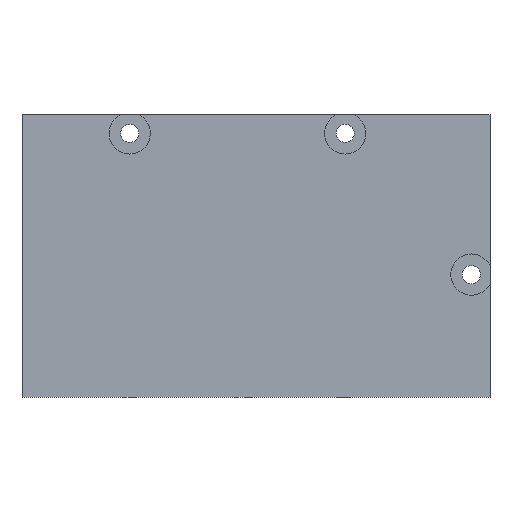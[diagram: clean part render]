
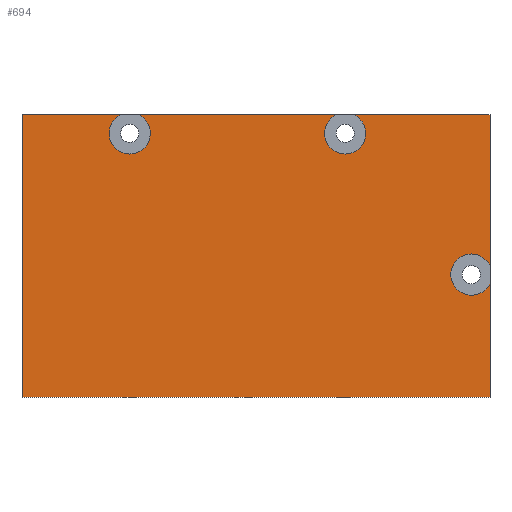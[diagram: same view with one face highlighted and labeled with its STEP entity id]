
A CAD part, front view. The second image highlights one B-rep face of the part: STEP entity #694.
In plain terms, the highlighted planar face has unit normal (0, -1, 0).
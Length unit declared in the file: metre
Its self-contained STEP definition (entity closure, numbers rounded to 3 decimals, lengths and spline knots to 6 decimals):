
#12 = CARTESIAN_POINT ( 'NONE',  ( -0.017, 0., 0.0165 ) ) ;
#20 = DIRECTION ( 'NONE',  ( 0., -1., 0. ) ) ;
#22 = EDGE_CURVE ( 'NONE', #676, #299, #1007, .T. ) ;
#25 = DIRECTION ( 'NONE',  ( 0., 0., -1. ) ) ;
#28 = CIRCLE ( 'NONE', #622, 0.002779 ) ;
#34 = DIRECTION ( 'NONE',  ( 1., 0., 0. ) ) ;
#48 = AXIS2_PLACEMENT_3D ( 'NONE', #137, #545, #287 ) ;
#57 = DIRECTION ( 'NONE',  ( 0., 0., -1. ) ) ;
#70 = DIRECTION ( 'NONE',  ( 0., 0., -1. ) ) ;
#87 = EDGE_CURVE ( 'NONE', #262, #676, #636, .T. ) ;
#91 = CARTESIAN_POINT ( 'NONE',  ( 0.0315, 0., 0.019 ) ) ;
#101 = CARTESIAN_POINT ( 'NONE',  ( 0.012, 0., 0.0165 ) ) ;
#112 = CARTESIAN_POINT ( 'NONE',  ( 0.029, 0., -0.0025 ) ) ;
#137 = CARTESIAN_POINT ( 'NONE',  ( 0.012, 0., 0.0165 ) ) ;
#147 = CARTESIAN_POINT ( 'NONE',  ( 0.0315, 0., -0.019 ) ) ;
#153 = CARTESIAN_POINT ( 'NONE',  ( 0.0315, 0., -0.003713 ) ) ;
#158 = VERTEX_POINT ( 'NONE', #384 ) ;
#161 = DIRECTION ( 'NONE',  ( 0., 0., 1. ) ) ;
#165 = VECTOR ( 'NONE', #846, 1. ) ;
#168 = EDGE_CURVE ( 'NONE', #920, #870, #411, .T. ) ;
#190 = ORIENTED_EDGE ( 'NONE', *, *, #168, .F. ) ;
#212 = DIRECTION ( 'NONE',  ( 0., -1., 0. ) ) ;
#224 = CARTESIAN_POINT ( 'NONE',  ( 0.029, 0., -0.0025 ) ) ;
#228 = AXIS2_PLACEMENT_3D ( 'NONE', #224, #879, #70 ) ;
#234 = EDGE_CURVE ( 'NONE', #539, #734, #775, .T. ) ;
#238 = CARTESIAN_POINT ( 'NONE',  ( -0.017, 0., 0.013721 ) ) ;
#247 = DIRECTION ( 'NONE',  ( 0., -1., 0. ) ) ;
#255 = CARTESIAN_POINT ( 'NONE',  ( 0.013213, 0., 0.019 ) ) ;
#257 = ORIENTED_EDGE ( 'NONE', *, *, #22, .F. ) ;
#262 = VERTEX_POINT ( 'NONE', #153 ) ;
#274 = CARTESIAN_POINT ( 'NONE',  ( -0.0315, 0., -0.019 ) ) ;
#281 = CARTESIAN_POINT ( 'NONE',  ( -0.0315, 0., -0.019 ) ) ;
#285 = CARTESIAN_POINT ( 'NONE',  ( 0.0315, 0., -0.001287 ) ) ;
#287 = DIRECTION ( 'NONE',  ( 0., 0., -1. ) ) ;
#290 = VECTOR ( 'NONE', #350, 1. ) ;
#292 = LINE ( 'NONE', #840, #754 ) ;
#299 = VERTEX_POINT ( 'NONE', #981 ) ;
#321 = VECTOR ( 'NONE', #877, 1. ) ;
#333 = DIRECTION ( 'NONE',  ( 0., 0., -1. ) ) ;
#344 = CARTESIAN_POINT ( 'NONE',  ( 0.029, 0., -0.005279 ) ) ;
#347 = EDGE_LOOP ( 'NONE', ( #995, #943, #900, #627, #398, #721, #527, #410, #257, #881, #464, #190, #508, #862 ) ) ;
#350 = DIRECTION ( 'NONE',  ( 1., 0., 0. ) ) ;
#384 = CARTESIAN_POINT ( 'NONE',  ( -0.0315, 0., 0.019 ) ) ;
#387 = CARTESIAN_POINT ( 'NONE',  ( 0., 0., 0. ) ) ;
#398 = ORIENTED_EDGE ( 'NONE', *, *, #856, .F. ) ;
#404 = VERTEX_POINT ( 'NONE', #91 ) ;
#410 = ORIENTED_EDGE ( 'NONE', *, *, #566, .F. ) ;
#411 = CIRCLE ( 'NONE', #519, 0.002779 ) ;
#412 = CARTESIAN_POINT ( 'NONE',  ( 0.029, 0., -0.0025 ) ) ;
#458 = EDGE_CURVE ( 'NONE', #734, #860, #28, .T. ) ;
#459 = CARTESIAN_POINT ( 'NONE',  ( -0.015787, 0., 0.019 ) ) ;
#460 = AXIS2_PLACEMENT_3D ( 'NONE', #933, #212, #57 ) ;
#464 = ORIENTED_EDGE ( 'NONE', *, *, #679, .F. ) ;
#480 = CIRCLE ( 'NONE', #228, 0.002779 ) ;
#484 = EDGE_CURVE ( 'NONE', #756, #539, #292, .T. ) ;
#488 = EDGE_CURVE ( 'NONE', #158, #665, #618, .T. ) ;
#503 = VERTEX_POINT ( 'NONE', #285 ) ;
#508 = ORIENTED_EDGE ( 'NONE', *, *, #786, .F. ) ;
#515 = CARTESIAN_POINT ( 'NONE',  ( 0.010787, 0., 0.019 ) ) ;
#519 = AXIS2_PLACEMENT_3D ( 'NONE', #112, #904, #992 ) ;
#527 = ORIENTED_EDGE ( 'NONE', *, *, #488, .F. ) ;
#539 = VERTEX_POINT ( 'NONE', #515 ) ;
#545 = DIRECTION ( 'NONE',  ( 0., -1., 0. ) ) ;
#562 = VECTOR ( 'NONE', #613, 1. ) ;
#565 = CARTESIAN_POINT ( 'NONE',  ( -0.018213, 0., 0.019 ) ) ;
#566 = EDGE_CURVE ( 'NONE', #299, #158, #913, .T. ) ;
#597 = AXIS2_PLACEMENT_3D ( 'NONE', #412, #247, #25 ) ;
#610 = EDGE_CURVE ( 'NONE', #665, #705, #787, .T. ) ;
#613 = DIRECTION ( 'NONE',  ( -1., 0., 0. ) ) ;
#618 = LINE ( 'NONE', #918, #290 ) ;
#622 = AXIS2_PLACEMENT_3D ( 'NONE', #101, #20, #664 ) ;
#627 = ORIENTED_EDGE ( 'NONE', *, *, #484, .F. ) ;
#632 = LINE ( 'NONE', #147, #735 ) ;
#636 = LINE ( 'NONE', #868, #730 ) ;
#646 = CARTESIAN_POINT ( 'NONE',  ( 0.0315, 0., -0.019 ) ) ;
#652 = CIRCLE ( 'NONE', #597, 0.002779 ) ;
#662 = EDGE_CURVE ( 'NONE', #860, #404, #960, .T. ) ;
#664 = DIRECTION ( 'NONE',  ( 0., 0., -1. ) ) ;
#665 = VERTEX_POINT ( 'NONE', #565 ) ;
#676 = VERTEX_POINT ( 'NONE', #646 ) ;
#679 = EDGE_CURVE ( 'NONE', #870, #262, #480, .T. ) ;
#694 = ADVANCED_FACE ( 'NONE', ( #1027 ), #713, .F. ) ;
#705 = VERTEX_POINT ( 'NONE', #238 ) ;
#709 = CARTESIAN_POINT ( 'NONE',  ( 0.012, 0., 0.013721 ) ) ;
#713 = PLANE ( 'NONE',  #718 ) ;
#718 = AXIS2_PLACEMENT_3D ( 'NONE', #387, #861, #161 ) ;
#721 = ORIENTED_EDGE ( 'NONE', *, *, #610, .F. ) ;
#730 = VECTOR ( 'NONE', #952, 1. ) ;
#734 = VERTEX_POINT ( 'NONE', #709 ) ;
#735 = VECTOR ( 'NONE', #794, 1. ) ;
#739 = DIRECTION ( 'NONE',  ( 0., -1., 0. ) ) ;
#754 = VECTOR ( 'NONE', #34, 1. ) ;
#756 = VERTEX_POINT ( 'NONE', #459 ) ;
#775 = CIRCLE ( 'NONE', #48, 0.002779 ) ;
#786 = EDGE_CURVE ( 'NONE', #503, #920, #652, .T. ) ;
#787 = CIRCLE ( 'NONE', #460, 0.002779 ) ;
#794 = DIRECTION ( 'NONE',  ( 0., 0., -1. ) ) ;
#801 = CARTESIAN_POINT ( 'NONE',  ( -0.0315, 0., 0.019 ) ) ;
#823 = CARTESIAN_POINT ( 'NONE',  ( 0.029, 0., 0.000279 ) ) ;
#840 = CARTESIAN_POINT ( 'NONE',  ( -0.0315, 0., 0.019 ) ) ;
#846 = DIRECTION ( 'NONE',  ( 0., 0., 1. ) ) ;
#856 = EDGE_CURVE ( 'NONE', #705, #756, #892, .T. ) ;
#860 = VERTEX_POINT ( 'NONE', #255 ) ;
#861 = DIRECTION ( 'NONE',  ( 0., 1., 0. ) ) ;
#862 = ORIENTED_EDGE ( 'NONE', *, *, #1019, .F. ) ;
#868 = CARTESIAN_POINT ( 'NONE',  ( 0.0315, 0., -0.019 ) ) ;
#870 = VERTEX_POINT ( 'NONE', #344 ) ;
#877 = DIRECTION ( 'NONE',  ( 1., 0., 0. ) ) ;
#879 = DIRECTION ( 'NONE',  ( 0., -1., 0. ) ) ;
#881 = ORIENTED_EDGE ( 'NONE', *, *, #87, .F. ) ;
#892 = CIRCLE ( 'NONE', #910, 0.002779 ) ;
#900 = ORIENTED_EDGE ( 'NONE', *, *, #234, .F. ) ;
#904 = DIRECTION ( 'NONE',  ( 0., -1., 0. ) ) ;
#910 = AXIS2_PLACEMENT_3D ( 'NONE', #12, #739, #333 ) ;
#913 = LINE ( 'NONE', #274, #165 ) ;
#918 = CARTESIAN_POINT ( 'NONE',  ( -0.0315, 0., 0.019 ) ) ;
#920 = VERTEX_POINT ( 'NONE', #823 ) ;
#933 = CARTESIAN_POINT ( 'NONE',  ( -0.017, 0., 0.0165 ) ) ;
#943 = ORIENTED_EDGE ( 'NONE', *, *, #458, .F. ) ;
#952 = DIRECTION ( 'NONE',  ( 0., 0., -1. ) ) ;
#960 = LINE ( 'NONE', #801, #321 ) ;
#981 = CARTESIAN_POINT ( 'NONE',  ( -0.0315, 0., -0.019 ) ) ;
#992 = DIRECTION ( 'NONE',  ( 0., 0., -1. ) ) ;
#995 = ORIENTED_EDGE ( 'NONE', *, *, #662, .F. ) ;
#1007 = LINE ( 'NONE', #281, #562 ) ;
#1019 = EDGE_CURVE ( 'NONE', #404, #503, #632, .T. ) ;
#1027 = FACE_OUTER_BOUND ( 'NONE', #347, .T. ) ;
